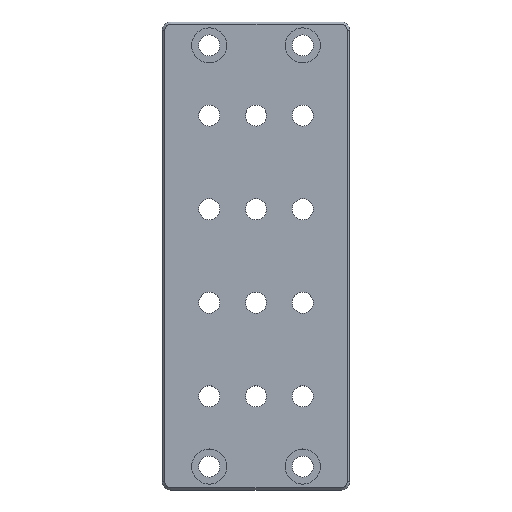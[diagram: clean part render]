
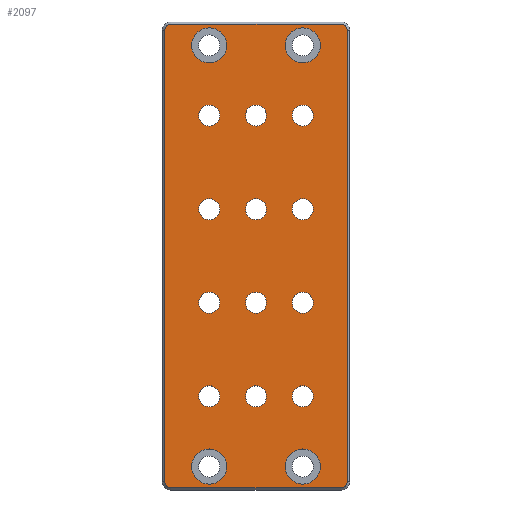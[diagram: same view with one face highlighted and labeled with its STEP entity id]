
A CAD part, top view. The second image highlights one B-rep face of the part: STEP entity #2097.
In plain terms, the highlighted planar face has unit normal (0, 0, 1).
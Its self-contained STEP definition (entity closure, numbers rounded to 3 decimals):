
#98=CARTESIAN_POINT('',(-12.5,90.0,7.5));
#99=VERTEX_POINT('',#98);
#100=CARTESIAN_POINT('',(-20.,90.0,7.5));
#101=DIRECTION('',(0.0,0.0,-1.0));
#102=DIRECTION('',(1.0,0.0,0.0));
#103=AXIS2_PLACEMENT_3D('',#100,#101,#102);
#104=CIRCLE('',#103,7.5);
#105=EDGE_CURVE('',#99,#99,#104,.T.);
#229=CARTESIAN_POINT('',(27.5,90.0,7.5));
#230=VERTEX_POINT('',#229);
#231=CARTESIAN_POINT('',(20.,90.0,7.5));
#232=DIRECTION('',(0.0,0.0,-1.0));
#233=DIRECTION('',(1.0,0.0,0.0));
#234=AXIS2_PLACEMENT_3D('',#231,#232,#233);
#235=CIRCLE('',#234,7.5);
#236=EDGE_CURVE('',#230,#230,#235,.T.);
#359=CARTESIAN_POINT('',(24.5,20.0,7.5));
#360=VERTEX_POINT('',#359);
#361=CARTESIAN_POINT('',(20.,20.0,7.5));
#362=DIRECTION('',(0.0,0.0,-1.0));
#363=DIRECTION('',(-1.0,0.0,0.0));
#364=AXIS2_PLACEMENT_3D('',#361,#362,#363);
#365=CIRCLE('',#364,4.5);
#366=EDGE_CURVE('',#360,#360,#365,.T.);
#469=CARTESIAN_POINT('',(-15.5,20.0,7.5));
#470=VERTEX_POINT('',#469);
#471=CARTESIAN_POINT('',(-20.0,20.0,7.5));
#472=DIRECTION('',(0.0,0.0,-1.0));
#473=DIRECTION('',(-1.0,0.0,0.0));
#474=AXIS2_PLACEMENT_3D('',#471,#472,#473);
#475=CIRCLE('',#474,4.5);
#476=EDGE_CURVE('',#470,#470,#475,.T.);
#510=CARTESIAN_POINT('',(4.5,20.0,7.5));
#511=VERTEX_POINT('',#510);
#512=CARTESIAN_POINT('',(0.,20.0,7.5));
#513=DIRECTION('',(0.0,0.0,-1.0));
#514=DIRECTION('',(-1.0,0.0,0.0));
#515=AXIS2_PLACEMENT_3D('',#512,#513,#514);
#516=CIRCLE('',#515,4.5);
#517=EDGE_CURVE('',#511,#511,#516,.T.);
#689=CARTESIAN_POINT('',(24.5,-20.0,7.5));
#690=VERTEX_POINT('',#689);
#691=CARTESIAN_POINT('',(20.,-20.0,7.5));
#692=DIRECTION('',(0.0,0.0,-1.0));
#693=DIRECTION('',(-1.0,0.0,0.0));
#694=AXIS2_PLACEMENT_3D('',#691,#692,#693);
#695=CIRCLE('',#694,4.5);
#696=EDGE_CURVE('',#690,#690,#695,.T.);
#799=CARTESIAN_POINT('',(-15.5,-20.0,7.5));
#800=VERTEX_POINT('',#799);
#801=CARTESIAN_POINT('',(-20.,-20.0,7.5));
#802=DIRECTION('',(0.0,0.0,-1.0));
#803=DIRECTION('',(-1.0,0.0,0.0));
#804=AXIS2_PLACEMENT_3D('',#801,#802,#803);
#805=CIRCLE('',#804,4.5);
#806=EDGE_CURVE('',#800,#800,#805,.T.);
#840=CARTESIAN_POINT('',(4.5,-20.0,7.5));
#841=VERTEX_POINT('',#840);
#842=CARTESIAN_POINT('',(0.,-20.0,7.5));
#843=DIRECTION('',(0.0,0.0,-1.0));
#844=DIRECTION('',(-1.0,0.0,0.0));
#845=AXIS2_PLACEMENT_3D('',#842,#843,#844);
#846=CIRCLE('',#845,4.5);
#847=EDGE_CURVE('',#841,#841,#846,.T.);
#1019=CARTESIAN_POINT('',(24.5,60.0,7.5));
#1020=VERTEX_POINT('',#1019);
#1021=CARTESIAN_POINT('',(20.,60.0,7.5));
#1022=DIRECTION('',(0.0,0.0,-1.0));
#1023=DIRECTION('',(-1.0,0.0,0.0));
#1024=AXIS2_PLACEMENT_3D('',#1021,#1022,#1023);
#1025=CIRCLE('',#1024,4.5);
#1026=EDGE_CURVE('',#1020,#1020,#1025,.T.);
#1129=CARTESIAN_POINT('',(-15.5,60.0,7.5));
#1130=VERTEX_POINT('',#1129);
#1131=CARTESIAN_POINT('',(-20.0,60.0,7.5));
#1132=DIRECTION('',(0.0,0.0,-1.0));
#1133=DIRECTION('',(-1.0,0.0,0.0));
#1134=AXIS2_PLACEMENT_3D('',#1131,#1132,#1133);
#1135=CIRCLE('',#1134,4.5);
#1136=EDGE_CURVE('',#1130,#1130,#1135,.T.);
#1170=CARTESIAN_POINT('',(4.5,60.0,7.5));
#1171=VERTEX_POINT('',#1170);
#1172=CARTESIAN_POINT('',(0.,60.0,7.5));
#1173=DIRECTION('',(0.0,0.0,-1.0));
#1174=DIRECTION('',(-1.0,0.0,0.0));
#1175=AXIS2_PLACEMENT_3D('',#1172,#1173,#1174);
#1176=CIRCLE('',#1175,4.5);
#1177=EDGE_CURVE('',#1171,#1171,#1176,.T.);
#1724=CARTESIAN_POINT('',(36.5,-99.0,7.5));
#1725=VERTEX_POINT('',#1724);
#1732=CARTESIAN_POINT('',(-36.5,-99.0,7.5));
#1733=VERTEX_POINT('',#1732);
#1734=CARTESIAN_POINT('',(36.5,-99.0,7.5));
#1735=DIRECTION('',(-1.0,0.0,0.0));
#1736=VECTOR('',#1735,73.);
#1737=LINE('',#1734,#1736);
#1738=EDGE_CURVE('',#1725,#1733,#1737,.T.);
#1757=CARTESIAN_POINT('',(39.,-96.5,7.5));
#1758=VERTEX_POINT('',#1757);
#1765=CARTESIAN_POINT('',(36.5,-96.5,7.5));
#1766=DIRECTION('',(0.0,0.0,-1.0));
#1767=DIRECTION('',(0.707,-0.707,0.0));
#1768=AXIS2_PLACEMENT_3D('',#1765,#1766,#1767);
#1769=CIRCLE('',#1768,2.5);
#1770=EDGE_CURVE('',#1758,#1725,#1769,.T.);
#1788=CARTESIAN_POINT('',(-39.,-96.5,7.5));
#1789=VERTEX_POINT('',#1788);
#1798=CARTESIAN_POINT('',(-36.5,-96.5,7.5));
#1799=DIRECTION('',(0.0,0.0,-1.));
#1800=DIRECTION('',(-0.707,-0.707,0.0));
#1801=AXIS2_PLACEMENT_3D('',#1798,#1799,#1800);
#1802=CIRCLE('',#1801,2.5);
#1803=EDGE_CURVE('',#1733,#1789,#1802,.T.);
#1815=CARTESIAN_POINT('',(39.,96.5,7.5));
#1816=VERTEX_POINT('',#1815);
#1823=CARTESIAN_POINT('',(39.,96.5,7.5));
#1824=DIRECTION('',(0.0,-1.0,0.0));
#1825=VECTOR('',#1824,193.);
#1826=LINE('',#1823,#1825);
#1827=EDGE_CURVE('',#1816,#1758,#1826,.T.);
#1844=CARTESIAN_POINT('',(-39.,96.5,7.5));
#1845=VERTEX_POINT('',#1844);
#1854=CARTESIAN_POINT('',(-39.,-96.5,7.5));
#1855=DIRECTION('',(0.0,1.0,0.0));
#1856=VECTOR('',#1855,193.);
#1857=LINE('',#1854,#1856);
#1858=EDGE_CURVE('',#1789,#1845,#1857,.T.);
#1870=CARTESIAN_POINT('',(36.5,99.,7.5));
#1871=VERTEX_POINT('',#1870);
#1878=CARTESIAN_POINT('',(36.5,96.5,7.5));
#1879=DIRECTION('',(0.0,0.0,-1.));
#1880=DIRECTION('',(0.707,0.707,0.0));
#1881=AXIS2_PLACEMENT_3D('',#1878,#1879,#1880);
#1882=CIRCLE('',#1881,2.5);
#1883=EDGE_CURVE('',#1871,#1816,#1882,.T.);
#1901=CARTESIAN_POINT('',(-36.5,99.,7.5));
#1902=VERTEX_POINT('',#1901);
#1911=CARTESIAN_POINT('',(-36.5,96.5,7.5));
#1912=DIRECTION('',(0.0,0.0,-1.));
#1913=DIRECTION('',(-0.707,0.707,0.0));
#1914=AXIS2_PLACEMENT_3D('',#1911,#1912,#1913);
#1915=CIRCLE('',#1914,2.5);
#1916=EDGE_CURVE('',#1845,#1902,#1915,.T.);
#1934=CARTESIAN_POINT('',(-36.5,99.,7.5));
#1935=DIRECTION('',(1.0,0.0,0.0));
#1936=VECTOR('',#1935,73.0);
#1937=LINE('',#1934,#1936);
#1938=EDGE_CURVE('',#1902,#1871,#1937,.T.);
#1994=CARTESIAN_POINT('',(0.,0.,7.5));
#1995=DIRECTION('',(0.0,0.0,1.0));
#1996=DIRECTION('',(1.0,0.0,0.0));
#1997=AXIS2_PLACEMENT_3D('',#1994,#1995,#1996);
#1998=PLANE('',#1997);
#1999=ORIENTED_EDGE('',*,*,#1738,.F.);
#2000=ORIENTED_EDGE('',*,*,#1770,.F.);
#2001=ORIENTED_EDGE('',*,*,#1827,.F.);
#2002=ORIENTED_EDGE('',*,*,#1883,.F.);
#2003=ORIENTED_EDGE('',*,*,#1938,.F.);
#2004=ORIENTED_EDGE('',*,*,#1916,.F.);
#2005=ORIENTED_EDGE('',*,*,#1858,.F.);
#2006=ORIENTED_EDGE('',*,*,#1803,.F.);
#2007=EDGE_LOOP('',(#1999,#2000,#2001,#2002,#2003,#2004,#2005,#2006));
#2008=FACE_OUTER_BOUND('',#2007,.T.);
#2009=ORIENTED_EDGE('',*,*,#105,.T.);
#2010=EDGE_LOOP('',(#2009));
#2011=FACE_BOUND('',#2010,.T.);
#2012=ORIENTED_EDGE('',*,*,#236,.T.);
#2013=EDGE_LOOP('',(#2012));
#2014=FACE_BOUND('',#2013,.T.);
#2015=ORIENTED_EDGE('',*,*,#366,.T.);
#2016=EDGE_LOOP('',(#2015));
#2017=FACE_BOUND('',#2016,.T.);
#2018=ORIENTED_EDGE('',*,*,#476,.T.);
#2019=EDGE_LOOP('',(#2018));
#2020=FACE_BOUND('',#2019,.T.);
#2021=ORIENTED_EDGE('',*,*,#517,.T.);
#2022=EDGE_LOOP('',(#2021));
#2023=FACE_BOUND('',#2022,.T.);
#2024=ORIENTED_EDGE('',*,*,#696,.T.);
#2025=EDGE_LOOP('',(#2024));
#2026=FACE_BOUND('',#2025,.T.);
#2027=ORIENTED_EDGE('',*,*,#806,.T.);
#2028=EDGE_LOOP('',(#2027));
#2029=FACE_BOUND('',#2028,.T.);
#2030=ORIENTED_EDGE('',*,*,#847,.T.);
#2031=EDGE_LOOP('',(#2030));
#2032=FACE_BOUND('',#2031,.T.);
#2033=ORIENTED_EDGE('',*,*,#1026,.T.);
#2034=EDGE_LOOP('',(#2033));
#2035=FACE_BOUND('',#2034,.T.);
#2036=ORIENTED_EDGE('',*,*,#1136,.T.);
#2037=EDGE_LOOP('',(#2036));
#2038=FACE_BOUND('',#2037,.T.);
#2039=ORIENTED_EDGE('',*,*,#1177,.T.);
#2040=EDGE_LOOP('',(#2039));
#2041=FACE_BOUND('',#2040,.T.);
#2042=CARTESIAN_POINT('',(27.5,-90.0,7.5));
#2043=VERTEX_POINT('',#2042);
#2044=CARTESIAN_POINT('',(20.,-90.0,7.5));
#2045=DIRECTION('',(0.0,0.0,-1.0));
#2046=DIRECTION('',(1.0,0.0,0.0));
#2047=AXIS2_PLACEMENT_3D('',#2044,#2045,#2046);
#2048=CIRCLE('',#2047,7.5);
#2049=EDGE_CURVE('',#2043,#2043,#2048,.T.);
#2050=ORIENTED_EDGE('',*,*,#2049,.T.);
#2051=EDGE_LOOP('',(#2050));
#2052=FACE_BOUND('',#2051,.T.);
#2053=CARTESIAN_POINT('',(-12.5,-90.0,7.5));
#2054=VERTEX_POINT('',#2053);
#2055=CARTESIAN_POINT('',(-20.,-90.0,7.5));
#2056=DIRECTION('',(0.0,0.0,-1.0));
#2057=DIRECTION('',(1.0,0.0,0.0));
#2058=AXIS2_PLACEMENT_3D('',#2055,#2056,#2057);
#2059=CIRCLE('',#2058,7.5);
#2060=EDGE_CURVE('',#2054,#2054,#2059,.T.);
#2061=ORIENTED_EDGE('',*,*,#2060,.T.);
#2062=EDGE_LOOP('',(#2061));
#2063=FACE_BOUND('',#2062,.T.);
#2064=CARTESIAN_POINT('',(-15.5,-60.0,7.5));
#2065=VERTEX_POINT('',#2064);
#2066=CARTESIAN_POINT('',(-20.,-60.0,7.5));
#2067=DIRECTION('',(0.0,0.0,-1.0));
#2068=DIRECTION('',(-1.0,0.0,0.0));
#2069=AXIS2_PLACEMENT_3D('',#2066,#2067,#2068);
#2070=CIRCLE('',#2069,4.5);
#2071=EDGE_CURVE('',#2065,#2065,#2070,.T.);
#2072=ORIENTED_EDGE('',*,*,#2071,.T.);
#2073=EDGE_LOOP('',(#2072));
#2074=FACE_BOUND('',#2073,.T.);
#2075=CARTESIAN_POINT('',(4.5,-60.0,7.5));
#2076=VERTEX_POINT('',#2075);
#2077=CARTESIAN_POINT('',(0.,-60.0,7.5));
#2078=DIRECTION('',(0.0,0.0,-1.0));
#2079=DIRECTION('',(-1.0,0.0,0.0));
#2080=AXIS2_PLACEMENT_3D('',#2077,#2078,#2079);
#2081=CIRCLE('',#2080,4.5);
#2082=EDGE_CURVE('',#2076,#2076,#2081,.T.);
#2083=ORIENTED_EDGE('',*,*,#2082,.T.);
#2084=EDGE_LOOP('',(#2083));
#2085=FACE_BOUND('',#2084,.T.);
#2086=CARTESIAN_POINT('',(24.5,-60.0,7.5));
#2087=VERTEX_POINT('',#2086);
#2088=CARTESIAN_POINT('',(20.,-60.0,7.5));
#2089=DIRECTION('',(0.0,0.0,-1.0));
#2090=DIRECTION('',(-1.0,0.0,0.0));
#2091=AXIS2_PLACEMENT_3D('',#2088,#2089,#2090);
#2092=CIRCLE('',#2091,4.5);
#2093=EDGE_CURVE('',#2087,#2087,#2092,.T.);
#2094=ORIENTED_EDGE('',*,*,#2093,.T.);
#2095=EDGE_LOOP('',(#2094));
#2096=FACE_BOUND('',#2095,.T.);
#2097=ADVANCED_FACE('',(#2008,#2011,#2014,#2017,#2020,#2023,#2026,#2029,#2032,#2035,#2038,#2041,#2052,#2063,#2074,#2085,#2096),#1998,.T.);
